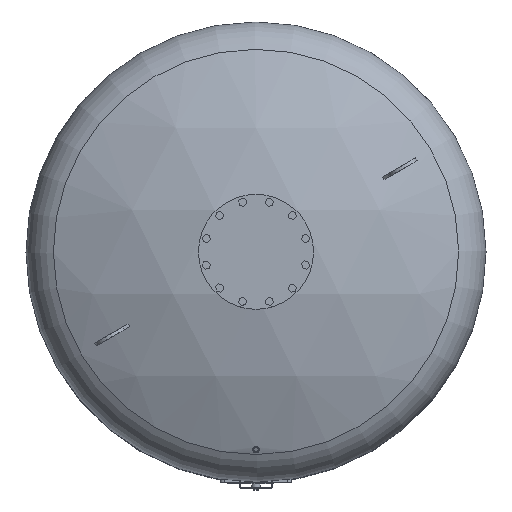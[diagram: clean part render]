
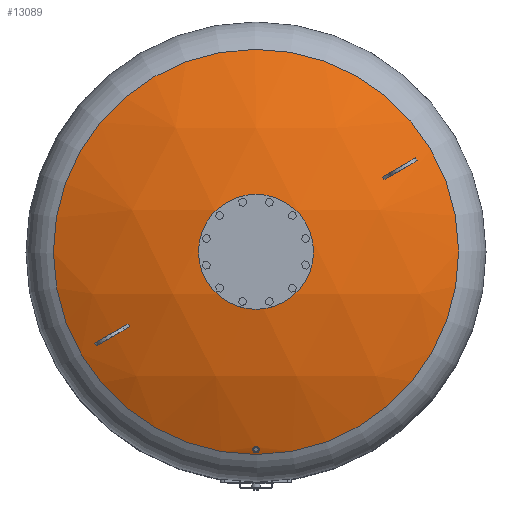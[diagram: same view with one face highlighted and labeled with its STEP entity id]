
A CAD part, top view. The second image highlights one B-rep face of the part: STEP entity #13089.
In plain terms, the highlighted spherical face has radius 1509 mm.
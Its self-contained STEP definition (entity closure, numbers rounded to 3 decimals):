
#22=B_SPLINE_CURVE_WITH_KNOTS('',3,(#20737,#20738,#20739,#20740,#20741,
#20742,#20743,#20744,#20745,#20746,#20747,#20748,#20749,#20750,#20751,#20752,
#20753,#20754,#20755,#20756,#20757,#20758,#20759,#20760,#20761,#20762,#20763,
#20764,#20765,#20766,#20767,#20768,#20769,#20770,#20771,#20772,#20773,#20774,
#20775,#20776,#20777,#20778,#20779,#20780,#20781,#20782,#20783,#20784,#20785,
#20786,#20787,#20788,#20789,#20790,#20791,#20792,#20793,#20794,#20795,#20796,
#20797,#20798,#20799,#20800,#20801,#20802),.UNSPECIFIED.,.T.,.F.,(4,2,2,
2,2,2,2,2,2,2,2,2,2,2,2,2,2,2,2,2,2,2,2,2,2,2,2,2,2,2,2,2,4),(0.,1.996,
3.992,5.989,7.985,10.217,12.449,
14.681,16.913,19.143,21.374,23.605,
25.835,27.832,29.828,31.824,33.82,
35.816,37.812,39.808,41.804,44.035,
46.266,48.496,50.727,52.959,55.191,
57.423,59.655,61.651,63.647,65.643,
67.64),.UNSPECIFIED.);
#42=SPHERICAL_SURFACE('',#14156,1509.);
#208=FACE_BOUND('',#2371,.T.);
#667=CIRCLE('',#14154,660.607);
#1452=FACE_OUTER_BOUND('',#2370,.T.);
#2370=EDGE_LOOP('',(#10617));
#2371=EDGE_LOOP('',(#10618));
#6276=VERTEX_POINT('',#20665);
#6278=VERTEX_POINT('',#20736);
#7828=EDGE_CURVE('',#6276,#6276,#667,.T.);
#7830=EDGE_CURVE('',#6278,#6278,#22,.T.);
#10617=ORIENTED_EDGE('',*,*,#7828,.F.);
#10618=ORIENTED_EDGE('',*,*,#7830,.F.);
#13089=ADVANCED_FACE('',(#1452,#208),#42,.T.);
#14154=AXIS2_PLACEMENT_3D('',#20666,#16836,#16837);
#14156=AXIS2_PLACEMENT_3D('',#20735,#16840,#16841);
#16836=DIRECTION('center_axis',(0.,0.,
-1.));
#16837=DIRECTION('ref_axis',(1.,0.,0.));
#16840=DIRECTION('center_axis',(0.,-1.,0.));
#16841=DIRECTION('ref_axis',(-1.,0.,0.));
#20665=CARTESIAN_POINT('',(-570.596,-332.898,2225.717));
#20666=CARTESIAN_POINT('Origin',(0.,0.,
2225.717));
#20735=CARTESIAN_POINT('Origin',(0.,0.,
869.));
#20736=CARTESIAN_POINT('',(0.,-655.65,2228.119));
#20737=CARTESIAN_POINT('Ctrl Pts',(0.,-655.65,2228.119));
#20738=CARTESIAN_POINT('Ctrl Pts',(0.665,-655.65,2228.119));
#20739=CARTESIAN_POINT('Ctrl Pts',(1.351,-655.587,2228.149));
#20740=CARTESIAN_POINT('Ctrl Pts',(2.709,-655.323,2228.274));
#20741=CARTESIAN_POINT('Ctrl Pts',(3.382,-655.123,2228.369));
#20742=CARTESIAN_POINT('Ctrl Pts',(4.666,-654.599,2228.618));
#20743=CARTESIAN_POINT('Ctrl Pts',(5.279,-654.274,2228.772));
#20744=CARTESIAN_POINT('Ctrl Pts',(6.408,-653.533,2229.123));
#20745=CARTESIAN_POINT('Ctrl Pts',(6.924,-653.117,2229.321));
#20746=CARTESIAN_POINT('Ctrl Pts',(7.889,-652.189,2229.76));
#20747=CARTESIAN_POINT('Ctrl Pts',(8.361,-651.637,2230.022));
#20748=CARTESIAN_POINT('Ctrl Pts',(9.184,-650.441,2230.589));
#20749=CARTESIAN_POINT('Ctrl Pts',(9.537,-649.796,2230.894));
#20750=CARTESIAN_POINT('Ctrl Pts',(10.099,-648.458,2231.528));
#20751=CARTESIAN_POINT('Ctrl Pts',(10.31,-647.763,2231.857));
#20752=CARTESIAN_POINT('Ctrl Pts',(10.585,-646.37,2232.516));
#20753=CARTESIAN_POINT('Ctrl Pts',(10.65,-645.673,2232.846));
#20754=CARTESIAN_POINT('Ctrl Pts',(10.65,-644.328,2233.482));
#20755=CARTESIAN_POINT('Ctrl Pts',(10.585,-643.631,2233.811));
#20756=CARTESIAN_POINT('Ctrl Pts',(10.31,-642.238,2234.469));
#20757=CARTESIAN_POINT('Ctrl Pts',(10.1,-641.543,2234.797));
#20758=CARTESIAN_POINT('Ctrl Pts',(9.537,-640.205,2235.429));
#20759=CARTESIAN_POINT('Ctrl Pts',(9.185,-639.561,2235.733));
#20760=CARTESIAN_POINT('Ctrl Pts',(8.361,-638.364,2236.298));
#20761=CARTESIAN_POINT('Ctrl Pts',(7.89,-637.812,2236.558));
#20762=CARTESIAN_POINT('Ctrl Pts',(6.925,-636.884,2236.996));
#20763=CARTESIAN_POINT('Ctrl Pts',(6.408,-636.467,2237.192));
#20764=CARTESIAN_POINT('Ctrl Pts',(5.279,-635.726,2237.542));
#20765=CARTESIAN_POINT('Ctrl Pts',(4.666,-635.402,2237.694));
#20766=CARTESIAN_POINT('Ctrl Pts',(3.382,-634.877,2237.941));
#20767=CARTESIAN_POINT('Ctrl Pts',(2.709,-634.677,2238.036));
#20768=CARTESIAN_POINT('Ctrl Pts',(1.351,-634.413,2238.16));
#20769=CARTESIAN_POINT('Ctrl Pts',(0.665,-634.35,2238.19));
#20770=CARTESIAN_POINT('Ctrl Pts',(-0.665,-634.35,2238.19));
#20771=CARTESIAN_POINT('Ctrl Pts',(-1.351,-634.413,
2238.16));
#20772=CARTESIAN_POINT('Ctrl Pts',(-2.709,-634.677,2238.036));
#20773=CARTESIAN_POINT('Ctrl Pts',(-3.382,-634.877,2237.941));
#20774=CARTESIAN_POINT('Ctrl Pts',(-4.666,-635.402,
2237.694));
#20775=CARTESIAN_POINT('Ctrl Pts',(-5.279,-635.726,
2237.542));
#20776=CARTESIAN_POINT('Ctrl Pts',(-6.408,-636.467,
2237.192));
#20777=CARTESIAN_POINT('Ctrl Pts',(-6.925,-636.884,2236.996));
#20778=CARTESIAN_POINT('Ctrl Pts',(-7.89,-637.812,2236.558));
#20779=CARTESIAN_POINT('Ctrl Pts',(-8.361,-638.364,
2236.298));
#20780=CARTESIAN_POINT('Ctrl Pts',(-9.185,-639.561,
2235.733));
#20781=CARTESIAN_POINT('Ctrl Pts',(-9.537,-640.205,
2235.429));
#20782=CARTESIAN_POINT('Ctrl Pts',(-10.1,-641.543,2234.797));
#20783=CARTESIAN_POINT('Ctrl Pts',(-10.31,-642.238,
2234.469));
#20784=CARTESIAN_POINT('Ctrl Pts',(-10.585,-643.631,
2233.811));
#20785=CARTESIAN_POINT('Ctrl Pts',(-10.65,-644.328,2233.482));
#20786=CARTESIAN_POINT('Ctrl Pts',(-10.65,-645.673,2232.846));
#20787=CARTESIAN_POINT('Ctrl Pts',(-10.585,-646.37,2232.516));
#20788=CARTESIAN_POINT('Ctrl Pts',(-10.31,-647.763,2231.857));
#20789=CARTESIAN_POINT('Ctrl Pts',(-10.099,-648.458,
2231.528));
#20790=CARTESIAN_POINT('Ctrl Pts',(-9.537,-649.796,2230.894));
#20791=CARTESIAN_POINT('Ctrl Pts',(-9.184,-650.441,
2230.589));
#20792=CARTESIAN_POINT('Ctrl Pts',(-8.361,-651.637,
2230.022));
#20793=CARTESIAN_POINT('Ctrl Pts',(-7.889,-652.189,
2229.76));
#20794=CARTESIAN_POINT('Ctrl Pts',(-6.924,-653.117,
2229.321));
#20795=CARTESIAN_POINT('Ctrl Pts',(-6.408,-653.533,
2229.123));
#20796=CARTESIAN_POINT('Ctrl Pts',(-5.279,-654.274,
2228.772));
#20797=CARTESIAN_POINT('Ctrl Pts',(-4.666,-654.599,
2228.618));
#20798=CARTESIAN_POINT('Ctrl Pts',(-3.382,-655.123,
2228.369));
#20799=CARTESIAN_POINT('Ctrl Pts',(-2.709,-655.323,
2228.274));
#20800=CARTESIAN_POINT('Ctrl Pts',(-1.351,-655.587,
2228.149));
#20801=CARTESIAN_POINT('Ctrl Pts',(-0.665,-655.65,2228.119));
#20802=CARTESIAN_POINT('Ctrl Pts',(0.,-655.65,2228.119));
